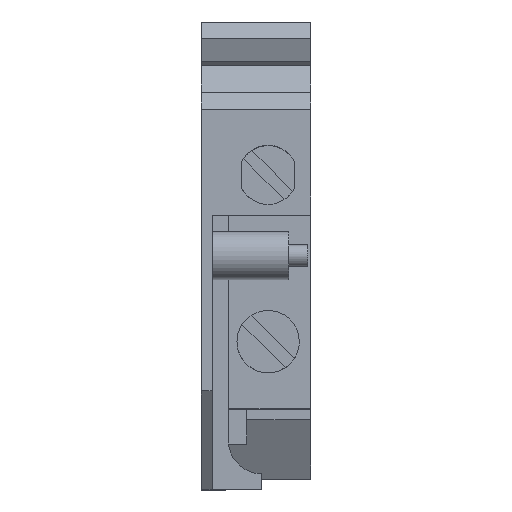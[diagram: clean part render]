
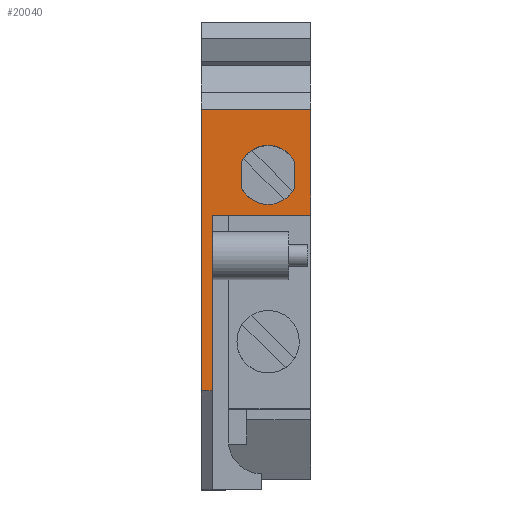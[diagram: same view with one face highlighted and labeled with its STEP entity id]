
A CAD part, top view. The second image highlights one B-rep face of the part: STEP entity #20040.
In plain terms, the highlighted face is planar.
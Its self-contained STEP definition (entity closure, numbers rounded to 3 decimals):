
#680=CARTESIAN_POINT('',(-4.372,46.411,12.));
#690=VERTEX_POINT('',#680);
#720=CARTESIAN_POINT('',(-6.224,46.411,12.));
#730=DIRECTION('',(1.,0.,0.));
#740=VECTOR('',#730,1.);
#750=LINE('',#720,#740);
#760=CARTESIAN_POINT('',(-30.572,46.411,12.));
#770=VERTEX_POINT('',#760);
#780=EDGE_CURVE('',#770,#690,#750,.T.);
#8440=CARTESIAN_POINT('',(-30.572,46.411,13.));
#8450=VERTEX_POINT('',#8440);
#8480=CARTESIAN_POINT('',(-6.224,46.411,13.));
#8490=DIRECTION('',(1.,0.,0.));
#8500=VECTOR('',#8490,1.);
#8510=LINE('',#8480,#8500);
#8520=CARTESIAN_POINT('',(-14.222,46.411,13.));
#8530=VERTEX_POINT('',#8520);
#8540=EDGE_CURVE('',#8450,#8530,#8510,.T.);
#9530=CARTESIAN_POINT('',(-30.572,46.411,12.));
#9540=DIRECTION('',(0.,0.,-1.));
#9550=VECTOR('',#9540,1.);
#9560=LINE('',#9530,#9550);
#9570=EDGE_CURVE('',#8450,#770,#9560,.T.);
#19360=CARTESIAN_POINT('',(-30.572,46.411,24.));
#19370=DIRECTION('',(-0.,-1.,-0.));
#19380=DIRECTION('',(-1.,0.,0.));
#19390=AXIS2_PLACEMENT_3D('',#19360,#19370,#19380);
#19400=PLANE('',#19390);
#19410=CARTESIAN_POINT('',(-30.572,46.411,22.15));
#19420=DIRECTION('',(1.,0.,0.));
#19430=VECTOR('',#19420,1.);
#19440=LINE('',#19410,#19430);
#19450=CARTESIAN_POINT('',(-14.222,46.411,22.15));
#19460=VERTEX_POINT('',#19450);
#19470=CARTESIAN_POINT('',(-4.372,46.411,22.15));
#19480=VERTEX_POINT('',#19470);
#19490=EDGE_CURVE('',#19460,#19480,#19440,.T.);
#19500=ORIENTED_EDGE('',*,*,#19490,.T.);
#19510=CARTESIAN_POINT('',(-14.222,46.411,0.));
#19520=DIRECTION('',(0.,0.,-1.));
#19530=VECTOR('',#19520,1.);
#19540=LINE('',#19510,#19530);
#19550=EDGE_CURVE('',#19460,#8530,#19540,.T.);
#19560=ORIENTED_EDGE('',*,*,#19550,.F.);
#19570=ORIENTED_EDGE('',*,*,#8540,.T.);
#19580=ORIENTED_EDGE('',*,*,#9570,.F.);
#19590=ORIENTED_EDGE('',*,*,#780,.F.);
#19600=CARTESIAN_POINT('',(-4.372,46.411,0.));
#19610=DIRECTION('',(0.,0.,-1.));
#19620=VECTOR('',#19610,1.);
#19630=LINE('',#19600,#19620);
#19640=EDGE_CURVE('',#19480,#690,#19630,.T.);
#19650=ORIENTED_EDGE('',*,*,#19640,.T.);
#19660=EDGE_LOOP('',(#19650,#19590,#19580,#19570,#19560,#19500));
#19670=FACE_OUTER_BOUND('',#19660,.T.);
#19680=CARTESIAN_POINT('',(-10.472,46.411,18.2));
#19690=DIRECTION('',(0.,1.,0.));
#19700=DIRECTION('',(1.,0.,0.));
#19710=AXIS2_PLACEMENT_3D('',#19680,#19690,#19700);
#19720=CIRCLE('',#19710,2.75);
#19730=CARTESIAN_POINT('',(-11.618,46.411,15.7));
#19740=VERTEX_POINT('',#19730);
#19750=CARTESIAN_POINT('',(-11.618,46.411,20.7));
#19760=VERTEX_POINT('',#19750);
#19770=EDGE_CURVE('',#19740,#19760,#19720,.T.);
#19780=ORIENTED_EDGE('',*,*,#19770,.F.);
#19790=CARTESIAN_POINT('',(-6.224,46.411,20.7));
#19800=DIRECTION('',(1.,0.,0.));
#19810=VECTOR('',#19800,1.);
#19820=LINE('',#19790,#19810);
#19830=CARTESIAN_POINT('',(-9.327,46.411,20.7));
#19840=VERTEX_POINT('',#19830);
#19850=EDGE_CURVE('',#19760,#19840,#19820,.T.);
#19860=ORIENTED_EDGE('',*,*,#19850,.F.);
#19870=CARTESIAN_POINT('',(-10.472,46.411,18.2));
#19880=DIRECTION('',(0.,1.,0.));
#19890=DIRECTION('',(1.,0.,0.));
#19900=AXIS2_PLACEMENT_3D('',#19870,#19880,#19890);
#19910=CIRCLE('',#19900,2.75);
#19920=CARTESIAN_POINT('',(-9.327,46.411,15.7));
#19930=VERTEX_POINT('',#19920);
#19940=EDGE_CURVE('',#19840,#19930,#19910,.T.);
#19950=ORIENTED_EDGE('',*,*,#19940,.F.);
#19960=CARTESIAN_POINT('',(-6.224,46.411,15.7));
#19970=DIRECTION('',(-1.,0.,0.));
#19980=VECTOR('',#19970,1.);
#19990=LINE('',#19960,#19980);
#20000=EDGE_CURVE('',#19930,#19740,#19990,.T.);
#20010=ORIENTED_EDGE('',*,*,#20000,.F.);
#20020=EDGE_LOOP('',(#20010,#19950,#19860,#19780));
#20030=FACE_BOUND('',#20020,.T.);
#20040=ADVANCED_FACE('',(#19670,#20030),#19400,.F.);
